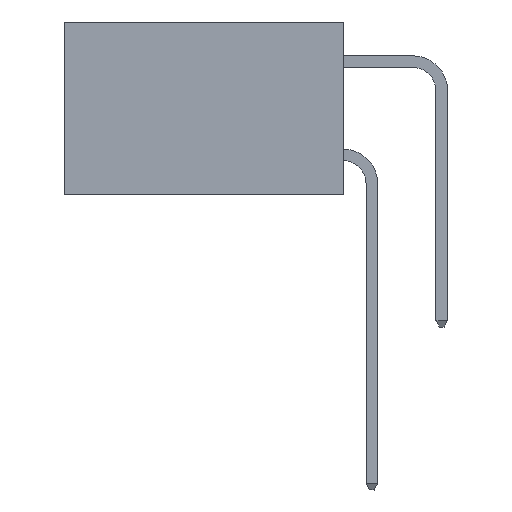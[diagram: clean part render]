
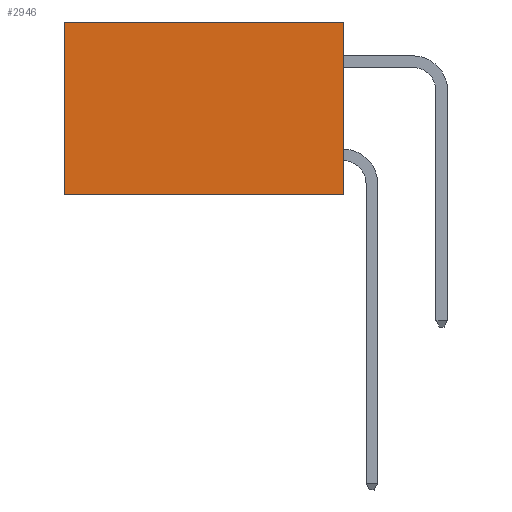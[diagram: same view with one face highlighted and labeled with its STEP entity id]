
A CAD part, left-side view. The second image highlights one B-rep face of the part: STEP entity #2946.
In plain terms, the highlighted planar face has unit normal (-1, 0, 0).
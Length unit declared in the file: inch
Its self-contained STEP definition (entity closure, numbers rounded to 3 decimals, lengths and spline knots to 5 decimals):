
#2068 = CARTESIAN_POINT ( 'NONE',  ( 0.298, 0.6, 0. ) ) ;
#2946 = ADVANCED_FACE ( 'NONE', ( #10091 ), #23052, .F. ) ;
#3006 = EDGE_CURVE ( 'NONE', #3553, #19794, #7691, .T. ) ;
#3135 = VERTEX_POINT ( 'NONE', #7498 ) ;
#3553 = VERTEX_POINT ( 'NONE', #10433 ) ;
#4454 = DIRECTION ( 'NONE',  ( 0., 0., -1. ) ) ;
#4571 = VECTOR ( 'NONE', #20182, 39.37008 ) ;
#4838 = CARTESIAN_POINT ( 'NONE',  ( 0.298, 0., -0.37 ) ) ;
#6039 = VECTOR ( 'NONE', #7021, 39.37008 ) ;
#7021 = DIRECTION ( 'NONE',  ( 0., 0., -1. ) ) ;
#7498 = CARTESIAN_POINT ( 'NONE',  ( 0.298, 0.6, -0.37 ) ) ;
#7691 = LINE ( 'NONE', #15814, #21312 ) ;
#10091 = FACE_OUTER_BOUND ( 'NONE', #11651, .T. ) ;
#10433 = CARTESIAN_POINT ( 'NONE',  ( 0.298, 0., 0. ) ) ;
#10559 = AXIS2_PLACEMENT_3D ( 'NONE', #10939, #27548, #4454 ) ;
#10939 = CARTESIAN_POINT ( 'NONE',  ( 0.298, 0., 0. ) ) ;
#11596 = VECTOR ( 'NONE', #20693, 39.37008 ) ;
#11651 = EDGE_LOOP ( 'NONE', ( #14584, #12761, #27372, #28706 ) ) ;
#12761 = ORIENTED_EDGE ( 'NONE', *, *, #14458, .F. ) ;
#14458 = EDGE_CURVE ( 'NONE', #22542, #3135, #25627, .T. ) ;
#14584 = ORIENTED_EDGE ( 'NONE', *, *, #27269, .T. ) ;
#15814 = CARTESIAN_POINT ( 'NONE',  ( 0.298, 0., 0. ) ) ;
#18869 = LINE ( 'NONE', #24766, #6039 ) ;
#19794 = VERTEX_POINT ( 'NONE', #2068 ) ;
#20068 = LINE ( 'NONE', #28222, #11596 ) ;
#20182 = DIRECTION ( 'NONE',  ( 0., 1., 0. ) ) ;
#20693 = DIRECTION ( 'NONE',  ( 0., 0., -1. ) ) ;
#21312 = VECTOR ( 'NONE', #25316, 39.37008 ) ;
#22542 = VERTEX_POINT ( 'NONE', #25970 ) ;
#23052 = PLANE ( 'NONE',  #10559 ) ;
#24766 = CARTESIAN_POINT ( 'NONE',  ( 0.298, 0., 0. ) ) ;
#25316 = DIRECTION ( 'NONE',  ( 0., 1., 0. ) ) ;
#25627 = LINE ( 'NONE', #4838, #4571 ) ;
#25970 = CARTESIAN_POINT ( 'NONE',  ( 0.298, 0., -0.37 ) ) ;
#27018 = EDGE_CURVE ( 'NONE', #3553, #22542, #18869, .T. ) ;
#27269 = EDGE_CURVE ( 'NONE', #19794, #3135, #20068, .T. ) ;
#27372 = ORIENTED_EDGE ( 'NONE', *, *, #27018, .F. ) ;
#27548 = DIRECTION ( 'NONE',  ( 1., 0., 0. ) ) ;
#28222 = CARTESIAN_POINT ( 'NONE',  ( 0.298, 0.6, 0. ) ) ;
#28706 = ORIENTED_EDGE ( 'NONE', *, *, #3006, .T. ) ;
